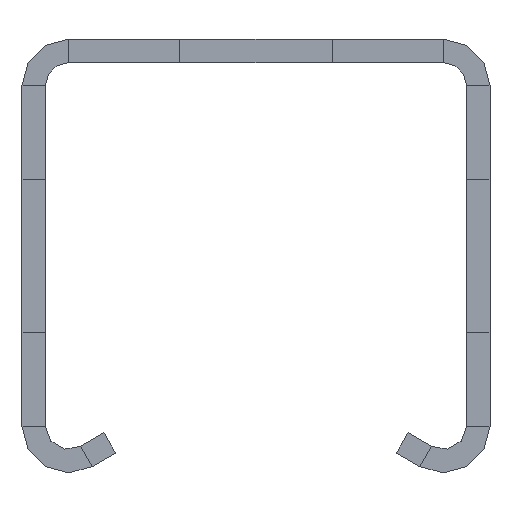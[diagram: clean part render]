
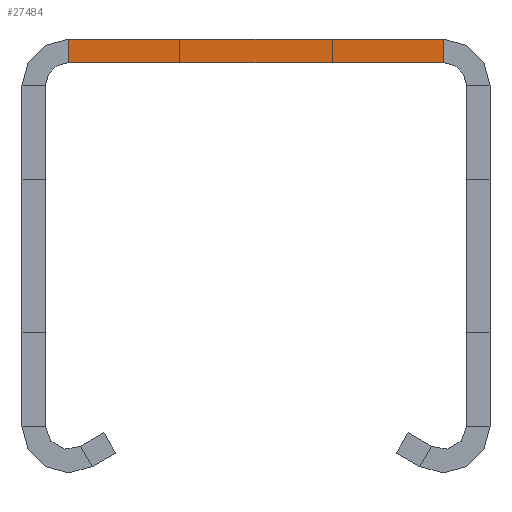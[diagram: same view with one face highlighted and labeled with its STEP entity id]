
A CAD part, front view. The second image highlights one B-rep face of the part: STEP entity #27484.
In plain terms, the highlighted planar face has unit normal (0, -1, 0).
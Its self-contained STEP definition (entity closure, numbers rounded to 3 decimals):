
#4433=DIRECTION('',(0.,0.,-1.));
#4434=VECTOR('',#4433,2.);
#4435=CARTESIAN_POINT('',(16.,-3000.,0.));
#4436=LINE('',#4435,#4434);
#4437=DIRECTION('',(1.,0.,0.));
#4438=VECTOR('',#4437,32.);
#4439=CARTESIAN_POINT('',(-16.,-3000.,-2.));
#4440=LINE('',#4439,#4438);
#4441=DIRECTION('',(1.,0.,0.));
#4442=VECTOR('',#4441,32.);
#4443=CARTESIAN_POINT('',(-16.,-3000.,0.));
#4444=LINE('',#4443,#4442);
#8833=DIRECTION('',(0.,0.,-1.));
#8834=VECTOR('',#8833,2.);
#8835=CARTESIAN_POINT('',(-16.,-3000.,0.));
#8836=LINE('',#8835,#8834);
#19066=CARTESIAN_POINT('',(16.,-3000.,0.));
#19068=VERTEX_POINT('',#19066);
#19078=CARTESIAN_POINT('',(-16.,-3000.,0.));
#19080=VERTEX_POINT('',#19078);
#19098=CARTESIAN_POINT('',(16.,-3000.,-2.));
#19100=VERTEX_POINT('',#19098);
#19110=CARTESIAN_POINT('',(-16.,-3000.,-2.));
#19112=VERTEX_POINT('',#19110);
#27470=CARTESIAN_POINT('',(0.,-3000.,-1.));
#27471=DIRECTION('',(0.,-1.,0.));
#27472=DIRECTION('',(1.,0.,0.));
#27473=AXIS2_PLACEMENT_3D('',#27470,#27471,#27472);
#27474=PLANE('',#27473);
#27476=ORIENTED_EDGE('',*,*,#27475,.T.);
#27478=ORIENTED_EDGE('',*,*,#27477,.F.);
#27480=ORIENTED_EDGE('',*,*,#27479,.F.);
#27481=ORIENTED_EDGE('',*,*,#26261,.T.);
#27482=EDGE_LOOP('',(#27476,#27478,#27480,#27481));
#27483=FACE_OUTER_BOUND('',#27482,.F.);
#27484=ADVANCED_FACE('',(#27483),#27474,.T.);
#26261=EDGE_CURVE('',#19080,#19068,#4444,.T.);
#27475=EDGE_CURVE('',#19068,#19100,#4436,.T.);
#27477=EDGE_CURVE('',#19112,#19100,#4440,.T.);
#27479=EDGE_CURVE('',#19080,#19112,#8836,.T.);
